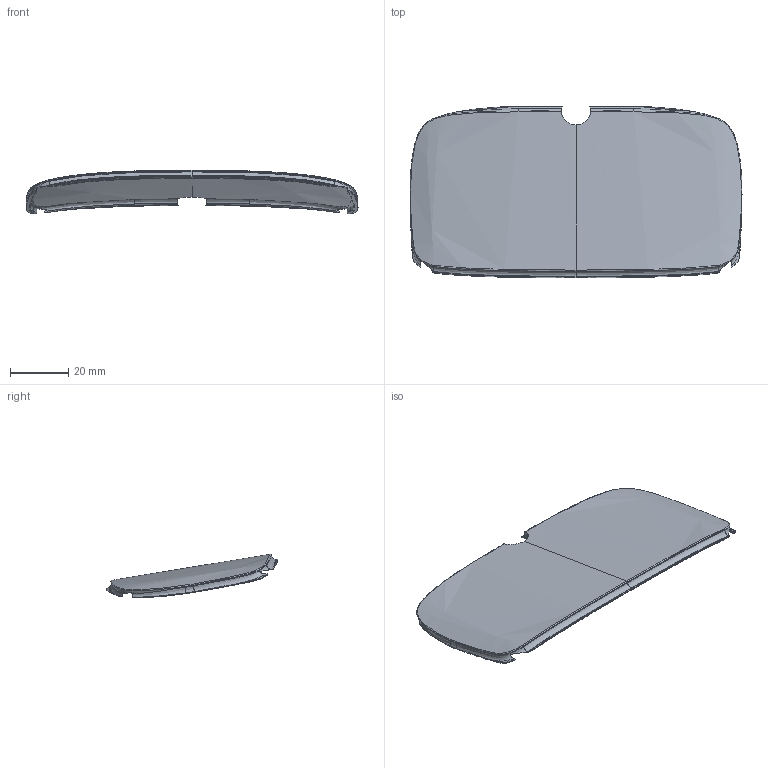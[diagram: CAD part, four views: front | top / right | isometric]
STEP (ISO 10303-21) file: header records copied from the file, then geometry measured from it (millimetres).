
FILE_DESCRIPTION(/* description */ (''),/* implementation_level */ '2;1');
FILE_NAME(/* name */ 'screen.step',/* time_stamp */ '2025-12-21T14:53:53+01:00',/* author */ (''),/* organization */ (''),/* preprocessor_version */ 'ST-DEVELOPER v20.1',/* originating_system */ 'Autodesk Translation Framework v14.21.0.0',/* authorisation */ '');
FILE_SCHEMA (('AUTOMOTIVE_DESIGN { 1 0 10303 214 3 1 1 }'));
Length unit declared in the file: millimetre
Products named in the file (1): screen
Bounding box: 114.48 x 59.22 x 15 mm (x, y, z)
Volume: 6825.8 mm3; surface area: 14016 mm2
Topology: 1 solids, 1 shells, 101 faces, 268 edges, 161 vertices
Faces by surface type: bspline 88, plane 12, cylinder 1
Entity records: 19450 total; most frequent: CARTESIAN_POINT 17685, ORIENTED_EDGE 520, EDGE_CURVE 260, B_SPLINE_CURVE_WITH_KNOTS 207, VERTEX_POINT 161, DIRECTION 113, FACE_OUTER_BOUND 101, EDGE_LOOP 101
